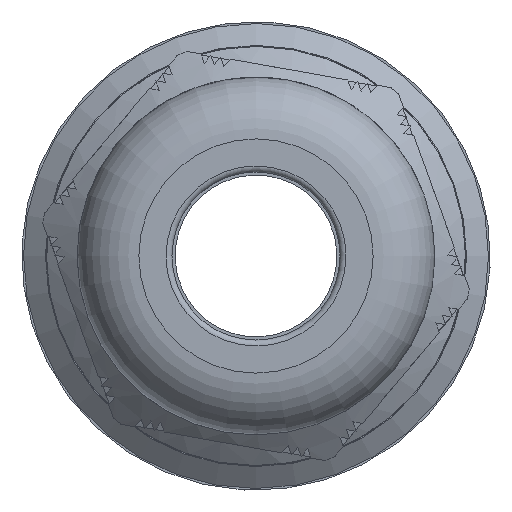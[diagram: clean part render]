
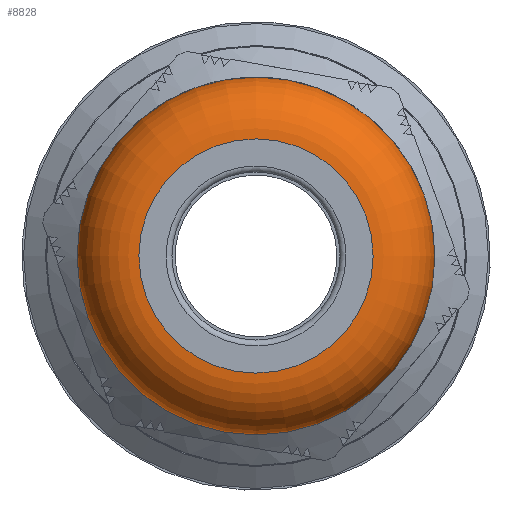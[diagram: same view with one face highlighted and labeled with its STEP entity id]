
A CAD part, left-side view. The second image highlights one B-rep face of the part: STEP entity #8828.
In plain terms, the highlighted toroidal (fillet/blend) face has major radius 5.875 mm and minor radius 3.1 mm.
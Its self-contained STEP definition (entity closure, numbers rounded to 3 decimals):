
#317=TOROIDAL_SURFACE('',#9659,5.875,3.1);
#363=FACE_BOUND('',#2992,.T.);
#2460=FACE_OUTER_BOUND('',#2991,.T.);
#2991=EDGE_LOOP('',(#8091));
#2992=EDGE_LOOP('',(#8092));
#3531=CIRCLE('',#9539,5.875);
#3535=CIRCLE('',#9660,8.975);
#4245=VERTEX_POINT('',#20428);
#4354=VERTEX_POINT('',#21368);
#5389=EDGE_CURVE('',#4245,#4245,#3531,.T.);
#5613=EDGE_CURVE('',#4354,#4354,#3535,.T.);
#8091=ORIENTED_EDGE('',*,*,#5613,.F.);
#8092=ORIENTED_EDGE('',*,*,#5389,.T.);
#8828=ADVANCED_FACE('',(#2460,#363),#317,.T.);
#9539=AXIS2_PLACEMENT_3D('',#20429,#11361,#11362);
#9659=AXIS2_PLACEMENT_3D('',#21367,#11732,#11733);
#9660=AXIS2_PLACEMENT_3D('',#21369,#11734,#11735);
#11361=DIRECTION('center_axis',(1.,0.,0.));
#11362=DIRECTION('ref_axis',(0.,0.,-1.));
#11732=DIRECTION('center_axis',(1.,0.,0.));
#11733=DIRECTION('ref_axis',(0.,0.,-1.));
#11734=DIRECTION('center_axis',(1.,0.,0.));
#11735=DIRECTION('ref_axis',(0.,0.,-1.));
#20428=CARTESIAN_POINT('',(-15.32,5.875,0.));
#20429=CARTESIAN_POINT('Origin',(-15.32,0.,0.));
#21367=CARTESIAN_POINT('Origin',(-12.22,0.,0.));
#21368=CARTESIAN_POINT('',(-12.22,8.975,0.));
#21369=CARTESIAN_POINT('Origin',(-12.22,0.,0.));
